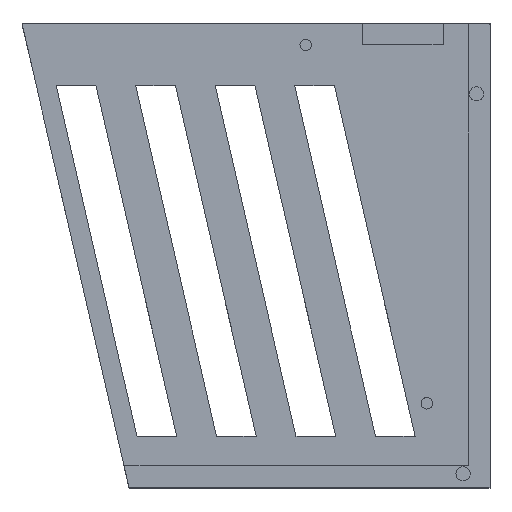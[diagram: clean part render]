
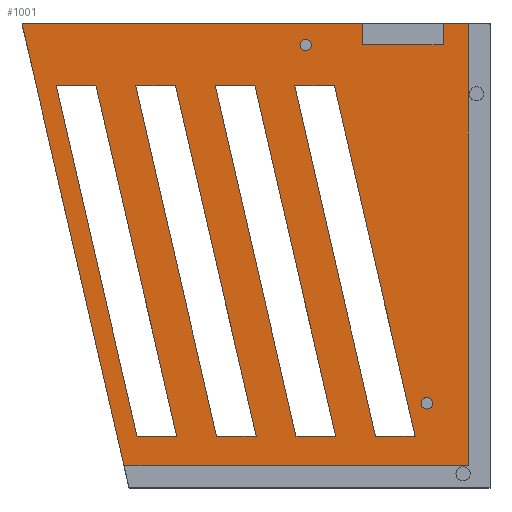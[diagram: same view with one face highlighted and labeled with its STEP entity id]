
A CAD part, top view. The second image highlights one B-rep face of the part: STEP entity #1001.
In plain terms, the highlighted planar face has unit normal (0, 0, 1).
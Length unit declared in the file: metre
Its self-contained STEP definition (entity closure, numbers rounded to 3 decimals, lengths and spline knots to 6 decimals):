
#34=LINE('',#1407,#133);
#55=LINE('',#1534,#154);
#58=LINE('',#1540,#157);
#60=LINE('',#1544,#159);
#64=LINE('',#1553,#163);
#72=LINE('',#1580,#171);
#75=LINE('',#1587,#174);
#78=LINE('',#1593,#177);
#81=LINE('',#1597,#180);
#84=LINE('',#1604,#183);
#87=LINE('',#1611,#186);
#90=LINE('',#1617,#189);
#92=LINE('',#1620,#191);
#96=LINE('',#1628,#195);
#99=LINE('',#1635,#198);
#102=LINE('',#1641,#201);
#105=LINE('',#1645,#204);
#108=LINE('',#1652,#207);
#111=LINE('',#1659,#210);
#114=LINE('',#1665,#213);
#117=LINE('',#1669,#216);
#125=LINE('',#1683,#224);
#126=LINE('',#1684,#225);
#127=LINE('',#1685,#226);
#133=VECTOR('',#1133,1.);
#154=VECTOR('',#1194,1.);
#157=VECTOR('',#1199,1.);
#159=VECTOR('',#1203,1.);
#163=VECTOR('',#1209,1.);
#171=VECTOR('',#1235,1.);
#174=VECTOR('',#1240,1.);
#177=VECTOR('',#1245,1.);
#180=VECTOR('',#1250,1.);
#183=VECTOR('',#1255,1.);
#186=VECTOR('',#1260,1.);
#189=VECTOR('',#1265,1.);
#191=VECTOR('',#1269,1.);
#195=VECTOR('',#1275,1.);
#198=VECTOR('',#1280,1.);
#201=VECTOR('',#1285,1.);
#204=VECTOR('',#1290,1.);
#207=VECTOR('',#1295,1.);
#210=VECTOR('',#1300,1.);
#213=VECTOR('',#1305,1.);
#216=VECTOR('',#1310,1.);
#224=VECTOR('',#1330,1.);
#225=VECTOR('',#1331,1.);
#226=VECTOR('',#1332,1.);
#404=ORIENTED_EDGE('',*,*,#566,.F.);
#405=ORIENTED_EDGE('',*,*,#568,.F.);
#406=ORIENTED_EDGE('',*,*,#560,.T.);
#407=ORIENTED_EDGE('',*,*,#563,.F.);
#408=ORIENTED_EDGE('',*,*,#539,.F.);
#409=ORIENTED_EDGE('',*,*,#538,.F.);
#410=ORIENTED_EDGE('',*,*,#578,.F.);
#411=ORIENTED_EDGE('',*,*,#581,.T.);
#412=ORIENTED_EDGE('',*,*,#572,.T.);
#413=ORIENTED_EDGE('',*,*,#575,.F.);
#414=ORIENTED_EDGE('',*,*,#590,.F.);
#415=ORIENTED_EDGE('',*,*,#593,.T.);
#416=ORIENTED_EDGE('',*,*,#584,.T.);
#417=ORIENTED_EDGE('',*,*,#587,.F.);
#418=ORIENTED_EDGE('',*,*,#554,.F.);
#419=ORIENTED_EDGE('',*,*,#557,.T.);
#420=ORIENTED_EDGE('',*,*,#548,.T.);
#421=ORIENTED_EDGE('',*,*,#551,.F.);
#422=ORIENTED_EDGE('',*,*,#601,.F.);
#423=ORIENTED_EDGE('',*,*,#494,.T.);
#424=ORIENTED_EDGE('',*,*,#602,.F.);
#425=ORIENTED_EDGE('',*,*,#536,.T.);
#426=ORIENTED_EDGE('',*,*,#603,.F.);
#427=ORIENTED_EDGE('',*,*,#532,.F.);
#428=ORIENTED_EDGE('',*,*,#530,.T.);
#429=ORIENTED_EDGE('',*,*,#527,.T.);
#494=EDGE_CURVE('',#624,#623,#34,.T.);
#527=EDGE_CURVE('',#654,#655,#55,.T.);
#530=EDGE_CURVE('',#656,#654,#58,.T.);
#532=EDGE_CURVE('',#656,#657,#60,.T.);
#536=EDGE_CURVE('',#661,#660,#64,.T.);
#538=EDGE_CURVE('',#662,#662,#722,.T.);
#539=EDGE_CURVE('',#663,#663,#723,.T.);
#548=EDGE_CURVE('',#671,#670,#72,.T.);
#551=EDGE_CURVE('',#673,#670,#75,.T.);
#554=EDGE_CURVE('',#675,#673,#78,.T.);
#557=EDGE_CURVE('',#675,#671,#81,.T.);
#560=EDGE_CURVE('',#679,#678,#84,.T.);
#563=EDGE_CURVE('',#681,#678,#87,.T.);
#566=EDGE_CURVE('',#683,#681,#90,.T.);
#568=EDGE_CURVE('',#679,#683,#92,.T.);
#572=EDGE_CURVE('',#687,#686,#96,.T.);
#575=EDGE_CURVE('',#689,#686,#99,.T.);
#578=EDGE_CURVE('',#691,#689,#102,.T.);
#581=EDGE_CURVE('',#691,#687,#105,.T.);
#584=EDGE_CURVE('',#695,#694,#108,.T.);
#587=EDGE_CURVE('',#697,#694,#111,.T.);
#590=EDGE_CURVE('',#699,#697,#114,.T.);
#593=EDGE_CURVE('',#699,#695,#117,.T.);
#601=EDGE_CURVE('',#624,#655,#125,.T.);
#602=EDGE_CURVE('',#661,#623,#126,.T.);
#603=EDGE_CURVE('',#657,#660,#127,.T.);
#623=VERTEX_POINT('',#1406);
#624=VERTEX_POINT('',#1408);
#654=VERTEX_POINT('',#1535);
#655=VERTEX_POINT('',#1536);
#656=VERTEX_POINT('',#1541);
#657=VERTEX_POINT('',#1545);
#660=VERTEX_POINT('',#1552);
#661=VERTEX_POINT('',#1554);
#662=VERTEX_POINT('',#1558);
#663=VERTEX_POINT('',#1561);
#670=VERTEX_POINT('',#1579);
#671=VERTEX_POINT('',#1581);
#673=VERTEX_POINT('',#1586);
#675=VERTEX_POINT('',#1592);
#678=VERTEX_POINT('',#1603);
#679=VERTEX_POINT('',#1605);
#681=VERTEX_POINT('',#1610);
#683=VERTEX_POINT('',#1616);
#686=VERTEX_POINT('',#1627);
#687=VERTEX_POINT('',#1629);
#689=VERTEX_POINT('',#1634);
#691=VERTEX_POINT('',#1640);
#694=VERTEX_POINT('',#1651);
#695=VERTEX_POINT('',#1653);
#697=VERTEX_POINT('',#1658);
#699=VERTEX_POINT('',#1664);
#722=CIRCLE('',#1062,0.002125);
#723=CIRCLE('',#1064,0.002125);
#788=EDGE_LOOP('',(#404,#405,#406,#407));
#789=EDGE_LOOP('',(#408));
#790=EDGE_LOOP('',(#409));
#791=EDGE_LOOP('',(#410,#411,#412,#413));
#792=EDGE_LOOP('',(#414,#415,#416,#417));
#793=EDGE_LOOP('',(#418,#419,#420,#421));
#794=EDGE_LOOP('',(#422,#423,#424,#425,#426,#427,#428,#429));
#878=FACE_BOUND('',#788,.T.);
#879=FACE_BOUND('',#789,.T.);
#880=FACE_BOUND('',#790,.T.);
#881=FACE_BOUND('',#791,.T.);
#882=FACE_BOUND('',#792,.T.);
#883=FACE_BOUND('',#793,.T.);
#884=FACE_BOUND('',#794,.T.);
#948=PLANE('',#1090);
#1001=ADVANCED_FACE('',(#878,#879,#880,#881,#882,#883,#884),#948,.T.);
#1062=AXIS2_PLACEMENT_3D('',#1557,#1213,#1214);
#1064=AXIS2_PLACEMENT_3D('',#1560,#1217,#1218);
#1090=AXIS2_PLACEMENT_3D('',#1682,#1328,#1329);
#1133=DIRECTION('',(0.225,-0.974,0.));
#1194=DIRECTION('',(0.,1.,0.));
#1199=DIRECTION('',(-1.,0.,0.));
#1203=DIRECTION('',(0.,1.,0.));
#1209=DIRECTION('',(0.,1.,0.));
#1213=DIRECTION('',(0.,0.,1.));
#1214=DIRECTION('',(1.,0.,0.));
#1217=DIRECTION('',(0.,0.,1.));
#1218=DIRECTION('',(1.,0.,0.));
#1235=DIRECTION('',(-0.225,0.974,0.));
#1240=DIRECTION('',(-1.,0.,0.));
#1245=DIRECTION('',(-0.225,0.974,0.));
#1250=DIRECTION('',(-1.,0.,0.));
#1255=DIRECTION('',(-0.225,0.974,0.));
#1260=DIRECTION('',(-1.,0.,0.));
#1265=DIRECTION('',(-0.225,0.974,0.));
#1269=DIRECTION('',(1.,0.,0.));
#1275=DIRECTION('',(-0.225,0.974,0.));
#1280=DIRECTION('',(-1.,0.,0.));
#1285=DIRECTION('',(-0.225,0.974,0.));
#1290=DIRECTION('',(-1.,0.,0.));
#1295=DIRECTION('',(-0.225,0.974,0.));
#1300=DIRECTION('',(-1.,0.,0.));
#1305=DIRECTION('',(-0.225,0.974,0.));
#1310=DIRECTION('',(-1.,0.,0.));
#1328=DIRECTION('',(0.,0.,1.));
#1329=DIRECTION('',(1.,0.,0.));
#1330=DIRECTION('',(1.,0.,0.));
#1331=DIRECTION('',(-1.,0.,0.));
#1332=DIRECTION('',(1.,0.,0.));
#1406=CARTESIAN_POINT('',(0.069163,-0.061,-0.0095));
#1407=CARTESIAN_POINT('',(0.038912,0.070089,-0.0095));
#1408=CARTESIAN_POINT('',(0.031317,0.103,-0.0095));
#1534=CARTESIAN_POINT('',(0.1576,0.101575,-0.0095));
#1535=CARTESIAN_POINT('',(0.1576,0.09515,-0.0095));
#1536=CARTESIAN_POINT('',(0.1576,0.103,-0.0095));
#1540=CARTESIAN_POINT('',(0.1846,0.09515,-0.0095));
#1541=CARTESIAN_POINT('',(0.1876,0.09515,-0.0095));
#1544=CARTESIAN_POINT('',(0.1876,0.101575,-0.0095));
#1545=CARTESIAN_POINT('',(0.1876,0.103,-0.0095));
#1552=CARTESIAN_POINT('',(0.197,0.103,-0.0095));
#1553=CARTESIAN_POINT('',(0.197,0.021,-0.0095));
#1554=CARTESIAN_POINT('',(0.197,-0.061,-0.0095));
#1557=CARTESIAN_POINT('',(0.1816,-0.03785,-0.0095));
#1558=CARTESIAN_POINT('',(0.183725,-0.03785,-0.0095));
#1560=CARTESIAN_POINT('',(0.1366,0.09515,-0.0095));
#1561=CARTESIAN_POINT('',(0.138725,0.09515,-0.0095));
#1579=CARTESIAN_POINT('',(0.044,0.08,-0.0095));
#1580=CARTESIAN_POINT('',(0.059,0.015,-0.0095));
#1581=CARTESIAN_POINT('',(0.074,-0.05,-0.0095));
#1586=CARTESIAN_POINT('',(0.05875,0.08,-0.0095));
#1587=CARTESIAN_POINT('',(0.051375,0.08,-0.0095));
#1592=CARTESIAN_POINT('',(0.08875,-0.05,-0.0095));
#1593=CARTESIAN_POINT('',(0.07375,0.015,-0.0095));
#1597=CARTESIAN_POINT('',(0.081375,-0.05,-0.0095));
#1603=CARTESIAN_POINT('',(0.1325,0.08,-0.0095));
#1604=CARTESIAN_POINT('',(0.1475,0.015,-0.0095));
#1605=CARTESIAN_POINT('',(0.1625,-0.05,-0.0095));
#1610=CARTESIAN_POINT('',(0.14725,0.08,-0.0095));
#1611=CARTESIAN_POINT('',(0.139875,0.08,-0.0095));
#1616=CARTESIAN_POINT('',(0.17725,-0.05,-0.0095));
#1617=CARTESIAN_POINT('',(0.16225,0.015,-0.0095));
#1620=CARTESIAN_POINT('',(0.169875,-0.05,-0.0095));
#1627=CARTESIAN_POINT('',(0.103,0.08,-0.0095));
#1628=CARTESIAN_POINT('',(0.118,0.015,-0.0095));
#1629=CARTESIAN_POINT('',(0.133,-0.05,-0.0095));
#1634=CARTESIAN_POINT('',(0.11775,0.08,-0.0095));
#1635=CARTESIAN_POINT('',(0.110375,0.08,-0.0095));
#1640=CARTESIAN_POINT('',(0.14775,-0.05,-0.0095));
#1641=CARTESIAN_POINT('',(0.13275,0.015,-0.0095));
#1645=CARTESIAN_POINT('',(0.140375,-0.05,-0.0095));
#1651=CARTESIAN_POINT('',(0.0735,0.08,-0.0095));
#1652=CARTESIAN_POINT('',(0.0885,0.015,-0.0095));
#1653=CARTESIAN_POINT('',(0.1035,-0.05,-0.0095));
#1658=CARTESIAN_POINT('',(0.08825,0.08,-0.0095));
#1659=CARTESIAN_POINT('',(0.080875,0.08,-0.0095));
#1664=CARTESIAN_POINT('',(0.11825,-0.05,-0.0095));
#1665=CARTESIAN_POINT('',(0.10325,0.015,-0.0095));
#1669=CARTESIAN_POINT('',(0.110875,-0.05,-0.0095));
#1682=CARTESIAN_POINT('',(-0.0005,0.060994,-0.0095));
#1683=CARTESIAN_POINT('',(-0.0005,0.103,-0.0095));
#1684=CARTESIAN_POINT('',(-0.0005,-0.061,-0.0095));
#1685=CARTESIAN_POINT('',(-0.0005,0.103,-0.0095));
